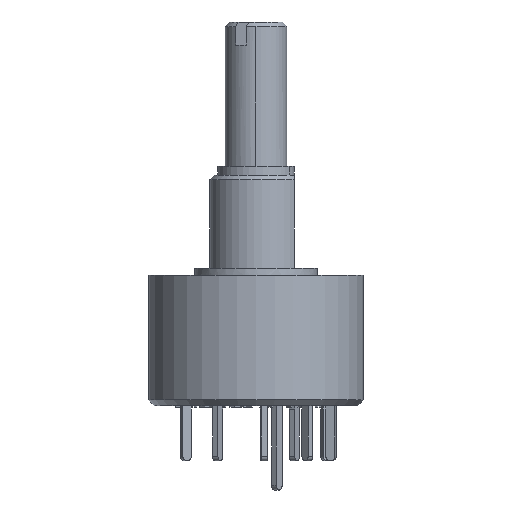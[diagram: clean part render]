
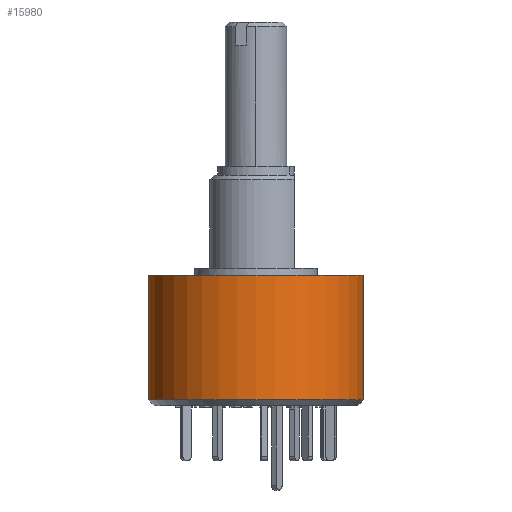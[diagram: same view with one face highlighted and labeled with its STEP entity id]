
A CAD part, left-side view. The second image highlights one B-rep face of the part: STEP entity #15980.
In plain terms, the highlighted cylindrical face has radius 7 mm (diameter 14 mm), a partial arc.
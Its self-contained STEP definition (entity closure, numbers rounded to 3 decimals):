
#311 = DIRECTION ( 'NONE',  ( 0., 0., 1. ) ) ;
#514 = CARTESIAN_POINT ( 'NONE',  ( 0., 0., -0.45 ) ) ;
#596 = CARTESIAN_POINT ( 'NONE',  ( 0., -7., -0.45 ) ) ;
#838 = DIRECTION ( 'NONE',  ( 0., 0., 1. ) ) ;
#1034 = LINE ( 'NONE', #596, #8401 ) ;
#1035 = CARTESIAN_POINT ( 'NONE',  ( 0., 0., -8.574 ) ) ;
#2245 = ORIENTED_EDGE ( 'NONE', *, *, #8209, .T. ) ;
#2481 = CARTESIAN_POINT ( 'NONE',  ( 0., 7., -0.45 ) ) ;
#3998 = VERTEX_POINT ( 'NONE', #13348 ) ;
#4337 = EDGE_LOOP ( 'NONE', ( #13320, #12858, #2245, #4728 ) ) ;
#4585 = DIRECTION ( 'NONE',  ( 0., 0., -1. ) ) ;
#4728 = ORIENTED_EDGE ( 'NONE', *, *, #12316, .T. ) ;
#5824 = DIRECTION ( 'NONE',  ( 0., -1., 0. ) ) ;
#6020 = DIRECTION ( 'NONE',  ( 0., 0., -1. ) ) ;
#6272 = LINE ( 'NONE', #13449, #7469 ) ;
#6295 = AXIS2_PLACEMENT_3D ( 'NONE', #13094, #4585, #11898 ) ;
#7142 = CARTESIAN_POINT ( 'NONE',  ( 0., 7., -8.574 ) ) ;
#7469 = VECTOR ( 'NONE', #6020, 1000. ) ;
#7660 = VERTEX_POINT ( 'NONE', #2481 ) ;
#8209 = EDGE_CURVE ( 'NONE', #7660, #9142, #6272, .T. ) ;
#8401 = VECTOR ( 'NONE', #11575, 1000. ) ;
#8484 = CYLINDRICAL_SURFACE ( 'NONE', #6295, 7. ) ;
#9059 = FACE_OUTER_BOUND ( 'NONE', #4337, .T. ) ;
#9142 = VERTEX_POINT ( 'NONE', #7142 ) ;
#9181 = DIRECTION ( 'NONE',  ( 0., -1., 0. ) ) ;
#9801 = EDGE_CURVE ( 'NONE', #7660, #3998, #12404, .T. ) ;
#10810 = AXIS2_PLACEMENT_3D ( 'NONE', #1035, #838, #5824 ) ;
#10950 = VERTEX_POINT ( 'NONE', #15534 ) ;
#11575 = DIRECTION ( 'NONE',  ( 0., 0., -1. ) ) ;
#11898 = DIRECTION ( 'NONE',  ( 0., 1., 0. ) ) ;
#12133 = CIRCLE ( 'NONE', #10810, 7. ) ;
#12316 = EDGE_CURVE ( 'NONE', #9142, #10950, #12133, .T. ) ;
#12404 = CIRCLE ( 'NONE', #13942, 7. ) ;
#12858 = ORIENTED_EDGE ( 'NONE', *, *, #9801, .F. ) ;
#13094 = CARTESIAN_POINT ( 'NONE',  ( 0., 0., -0.45 ) ) ;
#13320 = ORIENTED_EDGE ( 'NONE', *, *, #13638, .F. ) ;
#13348 = CARTESIAN_POINT ( 'NONE',  ( 0., -7., -0.45 ) ) ;
#13449 = CARTESIAN_POINT ( 'NONE',  ( 0., 7., -0.45 ) ) ;
#13638 = EDGE_CURVE ( 'NONE', #3998, #10950, #1034, .T. ) ;
#13942 = AXIS2_PLACEMENT_3D ( 'NONE', #514, #311, #9181 ) ;
#15534 = CARTESIAN_POINT ( 'NONE',  ( 0., -7., -8.574 ) ) ;
#15980 = ADVANCED_FACE ( 'NONE', ( #9059 ), #8484, .T. ) ;
